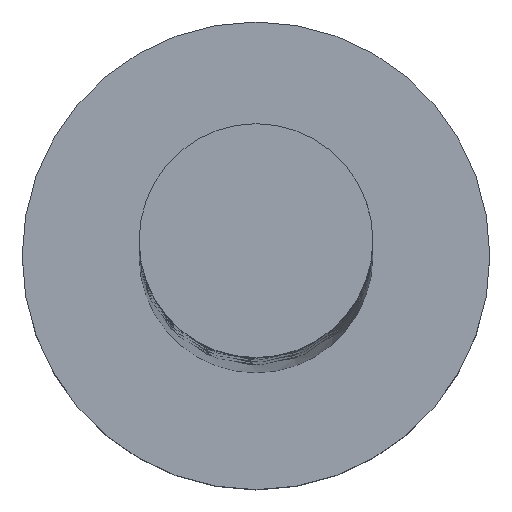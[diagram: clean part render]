
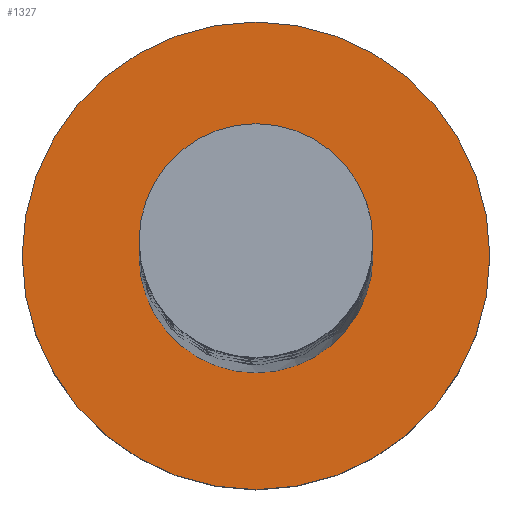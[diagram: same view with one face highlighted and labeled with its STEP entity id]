
A CAD part, top view. The second image highlights one B-rep face of the part: STEP entity #1327.
In plain terms, the highlighted planar face has unit normal (0, 0, 1).
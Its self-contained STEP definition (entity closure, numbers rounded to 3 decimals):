
#4 = VERTEX_POINT ( 'NONE', #1495 ) ;
#121 = EDGE_CURVE ( 'NONE', #4, #1633, #306, .T. ) ;
#154 = CARTESIAN_POINT ( 'NONE',  ( 0., 0., 3. ) ) ;
#168 = CARTESIAN_POINT ( 'NONE',  ( 0., 0., 3. ) ) ;
#190 = DIRECTION ( 'NONE',  ( 0., 0., 1. ) ) ;
#207 = DIRECTION ( 'NONE',  ( 0., 0., 1. ) ) ;
#216 = EDGE_CURVE ( 'NONE', #413, #1494, #716, .T. ) ;
#231 = PLANE ( 'NONE',  #1605 ) ;
#274 = EDGE_LOOP ( 'NONE', ( #904, #1280 ) ) ;
#306 = CIRCLE ( 'NONE', #1234, 4. ) ;
#322 = AXIS2_PLACEMENT_3D ( 'NONE', #154, #1292, #1169 ) ;
#342 = FACE_BOUND ( 'NONE', #1237, .T. ) ;
#413 = VERTEX_POINT ( 'NONE', #738 ) ;
#465 = CARTESIAN_POINT ( 'NONE',  ( 0., 0., 3. ) ) ;
#554 = EDGE_CURVE ( 'NONE', #1494, #413, #1163, .T. ) ;
#615 = EDGE_CURVE ( 'NONE', #1633, #4, #648, .T. ) ;
#648 = CIRCLE ( 'NONE', #1216, 4. ) ;
#716 = CIRCLE ( 'NONE', #1561, 2. ) ;
#723 = ORIENTED_EDGE ( 'NONE', *, *, #216, .F. ) ;
#731 = DIRECTION ( 'NONE',  ( 1., 0., 0. ) ) ;
#738 = CARTESIAN_POINT ( 'NONE',  ( 2., 0., 3. ) ) ;
#751 = CARTESIAN_POINT ( 'NONE',  ( 0., 0., 3. ) ) ;
#782 = CARTESIAN_POINT ( 'NONE',  ( 0., 0., 3. ) ) ;
#904 = ORIENTED_EDGE ( 'NONE', *, *, #615, .T. ) ;
#918 = DIRECTION ( 'NONE',  ( 1., 0., 0. ) ) ;
#1080 = DIRECTION ( 'NONE',  ( 0., 0., 1. ) ) ;
#1163 = CIRCLE ( 'NONE', #322, 2. ) ;
#1169 = DIRECTION ( 'NONE',  ( 1., 0., 0. ) ) ;
#1199 = CARTESIAN_POINT ( 'NONE',  ( -2., 0., 3. ) ) ;
#1209 = DIRECTION ( 'NONE',  ( 1., 0., 0. ) ) ;
#1216 = AXIS2_PLACEMENT_3D ( 'NONE', #782, #1560, #918 ) ;
#1234 = AXIS2_PLACEMENT_3D ( 'NONE', #465, #1080, #1338 ) ;
#1237 = EDGE_LOOP ( 'NONE', ( #1635, #723 ) ) ;
#1244 = FACE_OUTER_BOUND ( 'NONE', #274, .T. ) ;
#1280 = ORIENTED_EDGE ( 'NONE', *, *, #121, .T. ) ;
#1292 = DIRECTION ( 'NONE',  ( 0., 0., 1. ) ) ;
#1327 = ADVANCED_FACE ( 'NONE', ( #342, #1244 ), #231, .T. ) ;
#1338 = DIRECTION ( 'NONE',  ( 1., 0., 0. ) ) ;
#1494 = VERTEX_POINT ( 'NONE', #1199 ) ;
#1495 = CARTESIAN_POINT ( 'NONE',  ( 4., 0., 3. ) ) ;
#1560 = DIRECTION ( 'NONE',  ( 0., 0., 1. ) ) ;
#1561 = AXIS2_PLACEMENT_3D ( 'NONE', #168, #190, #1209 ) ;
#1584 = CARTESIAN_POINT ( 'NONE',  ( -4., 0., 3. ) ) ;
#1605 = AXIS2_PLACEMENT_3D ( 'NONE', #751, #207, #731 ) ;
#1633 = VERTEX_POINT ( 'NONE', #1584 ) ;
#1635 = ORIENTED_EDGE ( 'NONE', *, *, #554, .F. ) ;
